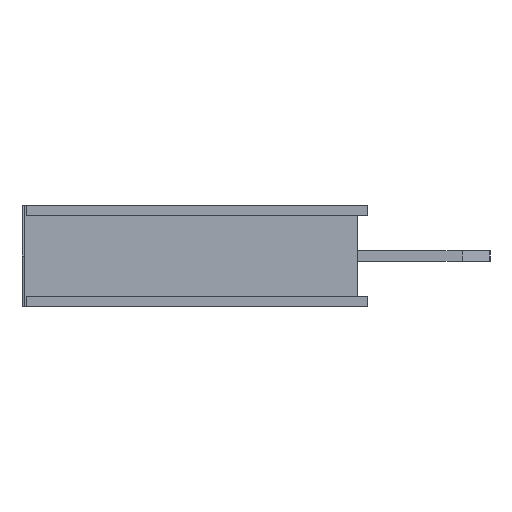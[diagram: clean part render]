
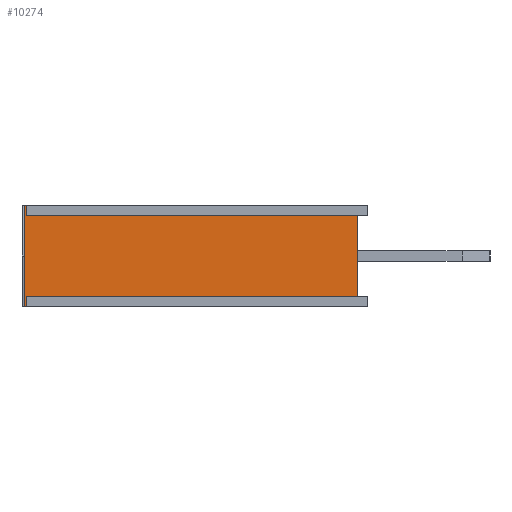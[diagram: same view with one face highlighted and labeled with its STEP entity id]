
A CAD part, left-side view. The second image highlights one B-rep face of the part: STEP entity #10274.
In plain terms, the highlighted planar face has unit normal (-1, 0, 0).
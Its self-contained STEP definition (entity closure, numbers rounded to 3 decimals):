
#476=FACE_OUTER_BOUND('',#1061,.T.);
#1061=EDGE_LOOP('',(#8326,#8327,#8328,#8329,#8330,#8331,#8332,#8333));
#2285=LINE('',#15759,#3717);
#2300=LINE('',#15786,#3732);
#2301=LINE('',#15788,#3733);
#2302=LINE('',#15790,#3734);
#2303=LINE('',#15792,#3735);
#2304=LINE('',#15794,#3736);
#2305=LINE('',#15796,#3737);
#2306=LINE('',#15797,#3738);
#3717=VECTOR('',#12917,10.);
#3732=VECTOR('',#12942,10.);
#3733=VECTOR('',#12943,10.);
#3734=VECTOR('',#12944,10.);
#3735=VECTOR('',#12945,10.);
#3736=VECTOR('',#12946,10.);
#3737=VECTOR('',#12947,10.);
#3738=VECTOR('',#12948,10.);
#4759=VERTEX_POINT('',#15757);
#4760=VERTEX_POINT('',#15758);
#4767=VERTEX_POINT('',#15785);
#4768=VERTEX_POINT('',#15787);
#4769=VERTEX_POINT('',#15789);
#4770=VERTEX_POINT('',#15791);
#4771=VERTEX_POINT('',#15793);
#4772=VERTEX_POINT('',#15795);
#6061=EDGE_CURVE('',#4759,#4760,#2285,.T.);
#6076=EDGE_CURVE('',#4767,#4760,#2300,.T.);
#6077=EDGE_CURVE('',#4768,#4767,#2301,.T.);
#6078=EDGE_CURVE('',#4769,#4768,#2302,.T.);
#6079=EDGE_CURVE('',#4770,#4769,#2303,.T.);
#6080=EDGE_CURVE('',#4771,#4770,#2304,.T.);
#6081=EDGE_CURVE('',#4772,#4771,#2305,.T.);
#6082=EDGE_CURVE('',#4759,#4772,#2306,.T.);
#8326=ORIENTED_EDGE('',*,*,#6061,.T.);
#8327=ORIENTED_EDGE('',*,*,#6076,.F.);
#8328=ORIENTED_EDGE('',*,*,#6077,.F.);
#8329=ORIENTED_EDGE('',*,*,#6078,.F.);
#8330=ORIENTED_EDGE('',*,*,#6079,.F.);
#8331=ORIENTED_EDGE('',*,*,#6080,.F.);
#8332=ORIENTED_EDGE('',*,*,#6081,.F.);
#8333=ORIENTED_EDGE('',*,*,#6082,.F.);
#9704=PLANE('',#10874);
#10274=ADVANCED_FACE('',(#476),#9704,.F.);
#10874=AXIS2_PLACEMENT_3D('',#15784,#12940,#12941);
#12917=DIRECTION('',(0.,0.,1.));
#12940=DIRECTION('center_axis',(1.,0.,0.));
#12941=DIRECTION('ref_axis',(0.,0.,-1.));
#12942=DIRECTION('',(0.,-1.,0.));
#12943=DIRECTION('',(0.,0.,-1.));
#12944=DIRECTION('',(0.,-1.,0.));
#12945=DIRECTION('',(0.,0.,1.));
#12946=DIRECTION('',(0.,1.,0.));
#12947=DIRECTION('',(0.,0.,-1.));
#12948=DIRECTION('',(0.,1.,0.));
#15757=CARTESIAN_POINT('',(-0.02,0.25,0.25));
#15758=CARTESIAN_POINT('',(-0.02,0.25,2.25));
#15759=CARTESIAN_POINT('',(-0.02,0.25,1.875));
#15784=CARTESIAN_POINT('Origin',(-0.02,0.,2.5));
#15785=CARTESIAN_POINT('',(-0.02,8.4,2.25));
#15786=CARTESIAN_POINT('',(-0.02,4.25,2.25));
#15787=CARTESIAN_POINT('',(-0.02,8.4,2.5));
#15788=CARTESIAN_POINT('',(-0.02,8.4,2.5));
#15789=CARTESIAN_POINT('',(-0.02,8.45,2.5));
#15790=CARTESIAN_POINT('',(-0.02,0.,2.5));
#15791=CARTESIAN_POINT('',(-0.02,8.45,0.));
#15792=CARTESIAN_POINT('',(-0.02,8.45,1.25));
#15793=CARTESIAN_POINT('',(-0.02,8.4,0.));
#15794=CARTESIAN_POINT('',(-0.02,0.,0.));
#15795=CARTESIAN_POINT('',(-0.02,8.4,0.25));
#15796=CARTESIAN_POINT('',(-0.02,8.4,2.5));
#15797=CARTESIAN_POINT('',(-0.02,0.,0.25));
